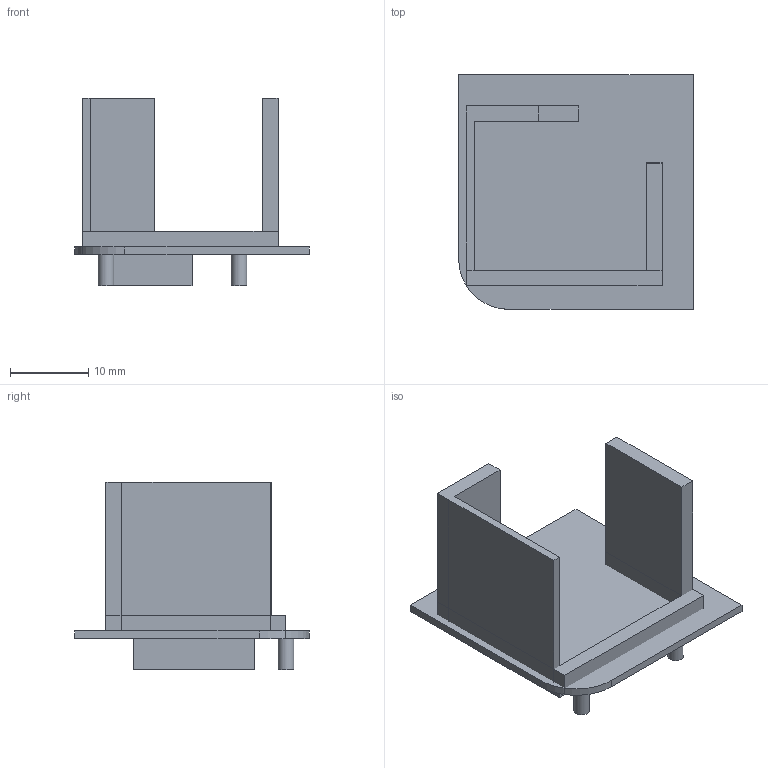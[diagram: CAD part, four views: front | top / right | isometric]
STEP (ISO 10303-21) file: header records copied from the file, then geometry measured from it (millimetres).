
FILE_DESCRIPTION(('FreeCAD Model'),'2;1');
FILE_NAME('Open CASCADE Shape Model','2024-11-02T20:07:32',('Author'),( ''),'Open CASCADE STEP processor 7.6','FreeCAD','Unknown');
FILE_SCHEMA(('AUTOMOTIVE_DESIGN { 1 0 10303 214 1 1 1 1 }'));
Length unit declared in the file: millimetre
Products named in the file (8): SoporteMotor5; Body; Body002; Body003; Body004; Body005; Body006; Body007
Assembly tree (7 placements, depth 2):
  SoporteMotor5
    Body
    Body002
    Body003
    Body004
    Body005
    Body006
    Body007
Bounding box: 30 x 30 x 24 mm (x, y, z)
Volume: 2867.8 mm3; surface area: 5147 mm2
Topology: 7 solids, 7 shells, 52 faces, 114 edges, 76 vertices
Faces by surface type: plane 49, cylinder 3
Full cylindrical faces by diameter (mm): 2 x2
Entity records: 1608 total; most frequent: CARTESIAN_POINT 250, DIRECTION 240, ORIENTED_EDGE 228, EDGE_CURVE 114, LINE 108, VECTOR 108, VERTEX_POINT 76, AXIS2_PLACEMENT_3D 66
